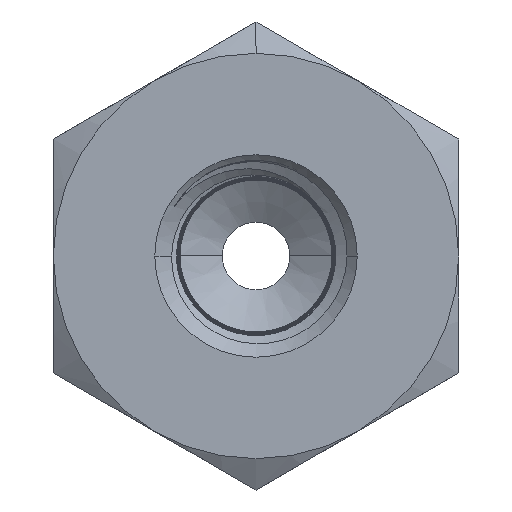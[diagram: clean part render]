
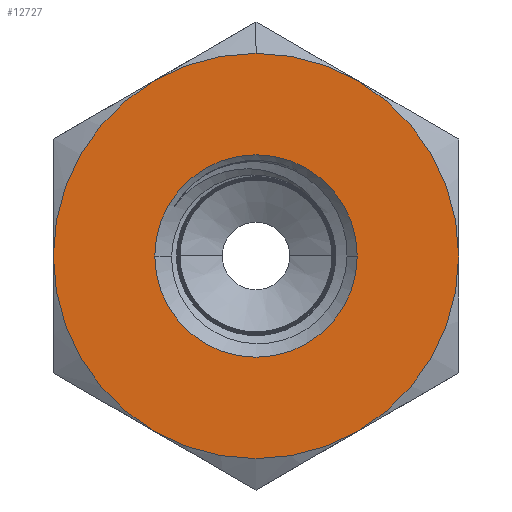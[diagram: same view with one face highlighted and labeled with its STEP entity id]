
A CAD part, front view. The second image highlights one B-rep face of the part: STEP entity #12727.
In plain terms, the highlighted planar face has unit normal (0, -1, 0).
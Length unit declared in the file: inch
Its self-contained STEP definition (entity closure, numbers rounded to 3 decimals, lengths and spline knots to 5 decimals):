
#154 = DIRECTION ( 'NONE',  ( 0., -1., 0. ) ) ;
#622 = DIRECTION ( 'NONE',  ( 0., 0., 1. ) ) ;
#842 = CARTESIAN_POINT ( 'NONE',  ( -0.28125, 0., 0.48714 ) ) ;
#1018 = CIRCLE ( 'NONE', #7716, 0.5625 ) ;
#1100 = AXIS2_PLACEMENT_3D ( 'NONE', #5717, #4640, #13583 ) ;
#1358 = DIRECTION ( 'NONE',  ( 1., 0., 0. ) ) ;
#1630 = DIRECTION ( 'NONE',  ( 0., 0., -1. ) ) ;
#2394 = EDGE_CURVE ( 'NONE', #10796, #11401, #13827, .T. ) ;
#2405 = DIRECTION ( 'NONE',  ( 0., 1., 0. ) ) ;
#2592 = VERTEX_POINT ( 'NONE', #7764 ) ;
#2766 = AXIS2_PLACEMENT_3D ( 'NONE', #11273, #154, #1358 ) ;
#2857 = DIRECTION ( 'NONE',  ( 0., 0., 1. ) ) ;
#3302 = DIRECTION ( 'NONE',  ( 0., 0., 1. ) ) ;
#3351 = CIRCLE ( 'NONE', #3813, 0.5625 ) ;
#3486 = CARTESIAN_POINT ( 'NONE',  ( 0., 0., 0. ) ) ;
#3650 = DIRECTION ( 'NONE',  ( 0., 0., 1. ) ) ;
#3731 = DIRECTION ( 'NONE',  ( 0., 1., 0. ) ) ;
#3789 = CIRCLE ( 'NONE', #13010, 0.5625 ) ;
#3813 = AXIS2_PLACEMENT_3D ( 'NONE', #8868, #10001, #3302 ) ;
#3830 = CARTESIAN_POINT ( 'NONE',  ( 0., 0., 0. ) ) ;
#4640 = DIRECTION ( 'NONE',  ( 0., 1., 0. ) ) ;
#4654 = AXIS2_PLACEMENT_3D ( 'NONE', #3830, #3731, #9447 ) ;
#4742 = EDGE_CURVE ( 'NONE', #7951, #9553, #12593, .T. ) ;
#4783 = ORIENTED_EDGE ( 'NONE', *, *, #6040, .F. ) ;
#4944 = CARTESIAN_POINT ( 'NONE',  ( 0., 0., 0. ) ) ;
#5002 = ORIENTED_EDGE ( 'NONE', *, *, #9031, .F. ) ;
#5371 = EDGE_LOOP ( 'NONE', ( #12722, #5002, #4783, #12536, #14394, #13966, #10628 ) ) ;
#5717 = CARTESIAN_POINT ( 'NONE',  ( 0., 0., 0. ) ) ;
#5737 = DIRECTION ( 'NONE',  ( 0., -1., 0. ) ) ;
#5771 = CIRCLE ( 'NONE', #9577, 0.281 ) ;
#6040 = EDGE_CURVE ( 'NONE', #8688, #14276, #3351, .T. ) ;
#6066 = CIRCLE ( 'NONE', #2766, 0.281 ) ;
#6129 = PLANE ( 'NONE',  #8192 ) ;
#6241 = FACE_BOUND ( 'NONE', #13212, .T. ) ;
#6316 = EDGE_CURVE ( 'NONE', #12871, #11401, #13174, .T. ) ;
#6841 = CARTESIAN_POINT ( 'NONE',  ( 0., 0., 0. ) ) ;
#7079 = CARTESIAN_POINT ( 'NONE',  ( 0.28125, 0., -0.48714 ) ) ;
#7182 = DIRECTION ( 'NONE',  ( 0., -1., 0. ) ) ;
#7716 = AXIS2_PLACEMENT_3D ( 'NONE', #6841, #2405, #12460 ) ;
#7764 = CARTESIAN_POINT ( 'NONE',  ( 0.281, 0., 0. ) ) ;
#7827 = EDGE_CURVE ( 'NONE', #2592, #8213, #5771, .T. ) ;
#7951 = VERTEX_POINT ( 'NONE', #8164 ) ;
#8044 = DIRECTION ( 'NONE',  ( 0., 1., 0. ) ) ;
#8164 = CARTESIAN_POINT ( 'NONE',  ( -0.28125, 0., -0.48714 ) ) ;
#8192 = AXIS2_PLACEMENT_3D ( 'NONE', #9484, #8412, #2857 ) ;
#8213 = VERTEX_POINT ( 'NONE', #12397 ) ;
#8412 = DIRECTION ( 'NONE',  ( 0., 1., 0. ) ) ;
#8688 = VERTEX_POINT ( 'NONE', #842 ) ;
#8868 = CARTESIAN_POINT ( 'NONE',  ( 0., 0., 0. ) ) ;
#9031 = EDGE_CURVE ( 'NONE', #14276, #10796, #12094, .T. ) ;
#9447 = DIRECTION ( 'NONE',  ( 0., 0., 1. ) ) ;
#9484 = CARTESIAN_POINT ( 'NONE',  ( 0., 0., 0. ) ) ;
#9553 = VERTEX_POINT ( 'NONE', #9850 ) ;
#9577 = AXIS2_PLACEMENT_3D ( 'NONE', #3486, #5737, #13651 ) ;
#9801 = CARTESIAN_POINT ( 'NONE',  ( 0.28125, 0., 0.48714 ) ) ;
#9850 = CARTESIAN_POINT ( 'NONE',  ( -0.5625, 0., 0. ) ) ;
#10001 = DIRECTION ( 'NONE',  ( 0., 1., 0. ) ) ;
#10590 = ORIENTED_EDGE ( 'NONE', *, *, #7827, .F. ) ;
#10628 = ORIENTED_EDGE ( 'NONE', *, *, #6316, .T. ) ;
#10796 = VERTEX_POINT ( 'NONE', #9801 ) ;
#11231 = CARTESIAN_POINT ( 'NONE',  ( 0.5625, 0., 0. ) ) ;
#11273 = CARTESIAN_POINT ( 'NONE',  ( 0., 0., 0. ) ) ;
#11401 = VERTEX_POINT ( 'NONE', #11231 ) ;
#11505 = EDGE_CURVE ( 'NONE', #9553, #8688, #1018, .T. ) ;
#11506 = FACE_OUTER_BOUND ( 'NONE', #5371, .T. ) ;
#11625 = ORIENTED_EDGE ( 'NONE', *, *, #13395, .F. ) ;
#11819 = DIRECTION ( 'NONE',  ( 0., 1., 0. ) ) ;
#12094 = CIRCLE ( 'NONE', #12164, 0.5625 ) ;
#12098 = EDGE_CURVE ( 'NONE', #12871, #7951, #3789, .T. ) ;
#12164 = AXIS2_PLACEMENT_3D ( 'NONE', #4944, #11819, #622 ) ;
#12397 = CARTESIAN_POINT ( 'NONE',  ( -0.281, 0., 0. ) ) ;
#12460 = DIRECTION ( 'NONE',  ( 0., 0., 1. ) ) ;
#12536 = ORIENTED_EDGE ( 'NONE', *, *, #11505, .F. ) ;
#12593 = CIRCLE ( 'NONE', #1100, 0.5625 ) ;
#12722 = ORIENTED_EDGE ( 'NONE', *, *, #2394, .F. ) ;
#12727 = ADVANCED_FACE ( 'NONE', ( #11506, #6241 ), #6129, .F. ) ;
#12739 = CARTESIAN_POINT ( 'NONE',  ( 0., 0., 0. ) ) ;
#12871 = VERTEX_POINT ( 'NONE', #7079 ) ;
#13010 = AXIS2_PLACEMENT_3D ( 'NONE', #12739, #8044, #3650 ) ;
#13131 = AXIS2_PLACEMENT_3D ( 'NONE', #13933, #7182, #1630 ) ;
#13174 = CIRCLE ( 'NONE', #13131, 0.5625 ) ;
#13212 = EDGE_LOOP ( 'NONE', ( #10590, #11625 ) ) ;
#13360 = CARTESIAN_POINT ( 'NONE',  ( 0., 0., 0.5625 ) ) ;
#13395 = EDGE_CURVE ( 'NONE', #8213, #2592, #6066, .T. ) ;
#13583 = DIRECTION ( 'NONE',  ( 0., 0., 1. ) ) ;
#13651 = DIRECTION ( 'NONE',  ( 1., 0., 0. ) ) ;
#13827 = CIRCLE ( 'NONE', #4654, 0.5625 ) ;
#13933 = CARTESIAN_POINT ( 'NONE',  ( 0., 0., 0. ) ) ;
#13966 = ORIENTED_EDGE ( 'NONE', *, *, #12098, .F. ) ;
#14276 = VERTEX_POINT ( 'NONE', #13360 ) ;
#14394 = ORIENTED_EDGE ( 'NONE', *, *, #4742, .F. ) ;
